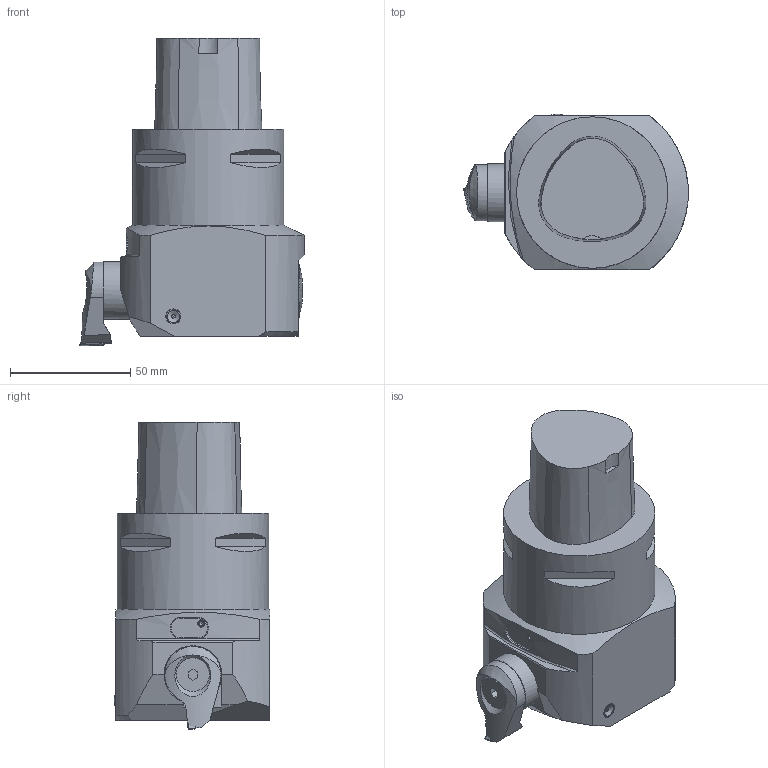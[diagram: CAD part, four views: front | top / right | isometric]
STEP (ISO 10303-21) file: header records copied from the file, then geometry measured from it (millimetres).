
FILE_DESCRIPTION(/* description */ ('3-D model version:1'),/* implementation_level */ '2;1');
FILE_NAME(/* name */ '825-107TC11-C6',/* time_stamp */ '2013-01-23T09:55:14+01:00',/* author */ ('InteractiveCad'),/* organization */ ('AB Sandvik Coromant'),/* preprocessor_version */ 'ST-DEVELOPER v11',/* originating_system */ 'SIEMENS UGS NX 6.0',/* authorisation */ '');
FILE_SCHEMA (('CONFIG_CONTROL_DESIGN'));
Length unit declared in the file: millimetre
Products named in the file (3): R825C_AF23STUC1103A_SIM; C6_R825C_AAG067A_SIM; 825_107TC11_C6_SIM
Assembly tree (2 placements, depth 2):
  825_107TC11_C6_SIM
    C6_R825C_AAG067A_SIM
    R825C_AF23STUC1103A_SIM
Bounding box: 93.5 x 64.75 x 128 mm (x, y, z)
Volume: 380403.7 mm3; surface area: 35253.9 mm2
Topology: 3 solids, 3 shells, 369 faces, 1021 edges, 674 vertices
Faces by surface type: plane 300, cone 32, cylinder 27, torus 5, extrusion 3, sphere 2
Full cylindrical faces by diameter (mm): 1.5 x1, 2.8 x1, 3 x1, 4.1 x1, 4.7 x1, 6 x1, 6.25 x1, 8 x1, 8.018 x1, 8.5 x1, 9.5 x1, 13.9 x1, 24 x1, 63 x1
Entity records: 11930 total; most frequent: CARTESIAN_POINT 2432, ORIENTED_EDGE 1946, DIRECTION 1808, EDGE_CURVE 973, VECTOR 692, LINE 689, VERTEX_POINT 657, AXIS2_PLACEMENT_3D 558
